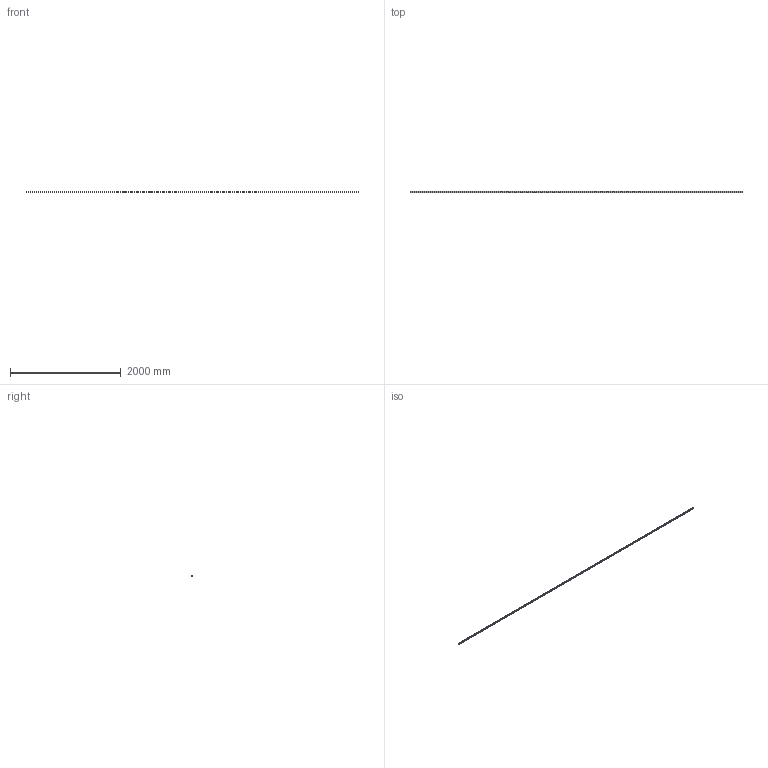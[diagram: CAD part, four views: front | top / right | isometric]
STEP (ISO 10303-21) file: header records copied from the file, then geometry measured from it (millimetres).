
FILE_DESCRIPTION (( 'STEP AP214' ), '1' );
FILE_NAME ('202015_Profil 6 30x12L.STEP', '2019-02-05T13:21:45', ( '' ), ( '' ), 'SwSTEP 2.0', 'SolidWorks 2017', '' );
FILE_SCHEMA (( 'AUTOMOTIVE_DESIGN' ));
Length unit declared in the file: millimetre
Products named in the file (1): 202015_Profil 6 30x12L
Bounding box: 6000 x 30 x 12 mm (x, y, z)
Volume: 959457.7 mm3; surface area: 1131979 mm2
Topology: 1 solids, 1 shells, 106 faces, 312 edges, 208 vertices
Faces by surface type: cylinder 60, plane 46
Entity records: 3618 total; most frequent: DIRECTION 646, CARTESIAN_POINT 627, ORIENTED_EDGE 624, EDGE_CURVE 312, AXIS2_PLACEMENT_3D 227, VERTEX_POINT 208, VECTOR 192, LINE 192
